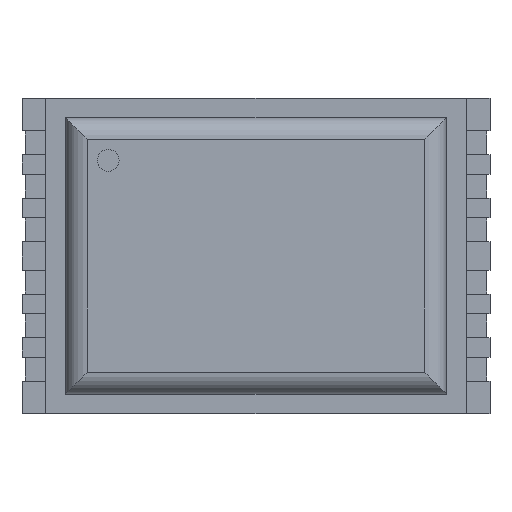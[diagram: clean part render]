
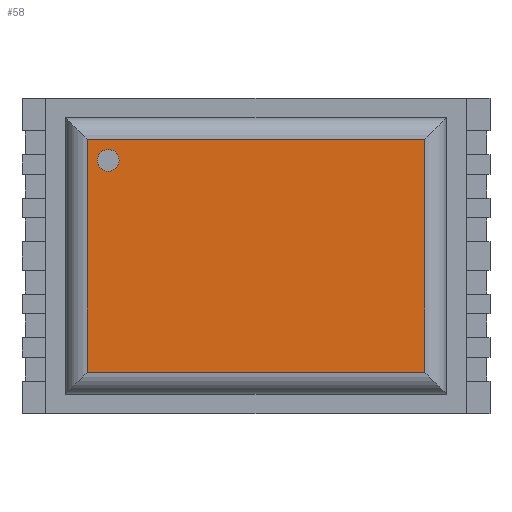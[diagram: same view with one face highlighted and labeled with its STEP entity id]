
A CAD part, top view. The second image highlights one B-rep face of the part: STEP entity #58.
In plain terms, the highlighted planar face has unit normal (0, 0, 1).
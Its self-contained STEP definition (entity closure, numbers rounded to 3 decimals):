
#58=ADVANCED_FACE('',(#895,#897),#899,.T.);
#895=FACE_BOUND('',#896,.T.);
#896=EDGE_LOOP('',(#1552,#1553,#1554,#1555));
#897=FACE_BOUND('',#898,.T.);
#898=EDGE_LOOP('',(#1556));
#899=PLANE('',#900);
#900=AXIS2_PLACEMENT_3D('',#901,#902,#903);
#901=CARTESIAN_POINT('',(0.,0.,6.5));
#902=DIRECTION('',(0.,0.,1.));
#903=DIRECTION('',(1.,0.,0.));
#1552=ORIENTED_EDGE('',*,*,#2076,.T.);
#1553=ORIENTED_EDGE('',*,*,#2077,.T.);
#1554=ORIENTED_EDGE('',*,*,#2078,.T.);
#1555=ORIENTED_EDGE('',*,*,#2079,.T.);
#1556=ORIENTED_EDGE('',*,*,#2080,.T.);
#2076=EDGE_CURVE('',#2338,#2339,#2340,.F.);
#2077=EDGE_CURVE('',#2339,#2341,#2342,.F.);
#2078=EDGE_CURVE('',#2341,#2343,#2344,.F.);
#2079=EDGE_CURVE('',#2343,#2338,#2345,.F.);
#2080=EDGE_CURVE('',#2346,#2346,#2347,.F.);
#2338=VERTEX_POINT('',#2774);
#2339=VERTEX_POINT('',#2775);
#2340=LINE('',#2776,#2777);
#2341=VERTEX_POINT('',#2779);
#2342=LINE('',#2780,#2781);
#2343=VERTEX_POINT('',#2783);
#2344=LINE('',#2784,#2785);
#2345=LINE('',#2787,#2788);
#2346=VERTEX_POINT('',#2790);
#2347=CIRCLE('',#2791,0.5);
#2774=CARTESIAN_POINT('',(18.5,12.6,6.5));
#2775=CARTESIAN_POINT('',(3.,12.6,6.5));
#2776=CARTESIAN_POINT('',(3.,12.6,6.5));
#2777=VECTOR('',#2778,1.);
#2778=DIRECTION('',(1.,0.,0.));
#2779=CARTESIAN_POINT('',(3.,1.9,6.5));
#2780=CARTESIAN_POINT('',(3.,1.9,6.5));
#2781=VECTOR('',#2782,1.);
#2782=DIRECTION('',(0.,1.,0.));
#2783=CARTESIAN_POINT('',(18.5,1.9,6.5));
#2784=CARTESIAN_POINT('',(18.5,1.9,6.5));
#2785=VECTOR('',#2786,1.);
#2786=DIRECTION('',(-1.,0.,0.));
#2787=CARTESIAN_POINT('',(18.5,12.6,6.5));
#2788=VECTOR('',#2789,1.);
#2789=DIRECTION('',(0.,-1.,0.));
#2790=CARTESIAN_POINT('',(4.463,11.636,6.5));
#2791=AXIS2_PLACEMENT_3D('',#2792,#2793,#2794);
#2792=CARTESIAN_POINT('',(3.963,11.636,6.5));
#2793=DIRECTION('',(0.,0.,1.));
#2794=DIRECTION('',(1.,0.,0.));
